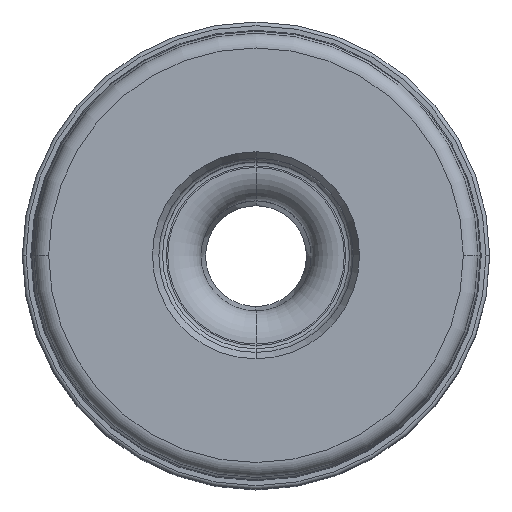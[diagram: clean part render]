
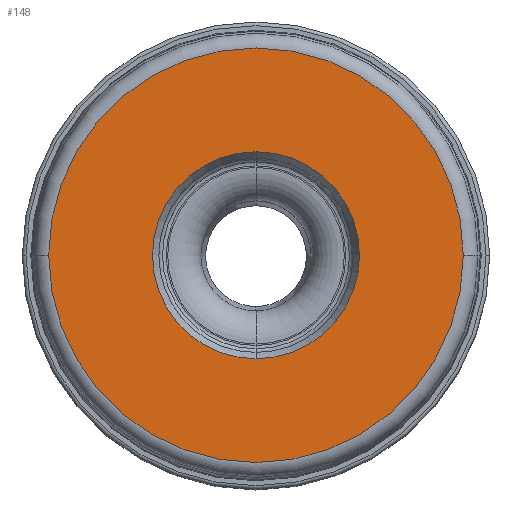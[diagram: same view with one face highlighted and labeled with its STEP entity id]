
A CAD part, top view. The second image highlights one B-rep face of the part: STEP entity #148.
In plain terms, the highlighted planar face has unit normal (0, 0, 1).
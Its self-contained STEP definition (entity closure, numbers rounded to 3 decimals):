
#65=PLANE('',#1510);
#74=FACE_BOUND('',#343,.T.);
#75=FACE_BOUND('',#344,.T.);
#148=ADVANCED_FACE('',(#74,#75),#65,.F.);
#343=EDGE_LOOP('',(#592,#593,#594,#595));
#344=EDGE_LOOP('',(#596,#597));
#592=ORIENTED_EDGE('',*,*,#962,.F.);
#593=ORIENTED_EDGE('',*,*,#960,.F.);
#594=ORIENTED_EDGE('',*,*,#959,.F.);
#595=ORIENTED_EDGE('',*,*,#963,.F.);
#596=ORIENTED_EDGE('',*,*,#964,.F.);
#597=ORIENTED_EDGE('',*,*,#965,.F.);
#810=VERTEX_POINT('',#2341);
#811=VERTEX_POINT('',#2343);
#812=VERTEX_POINT('',#2345);
#813=VERTEX_POINT('',#2349);
#814=VERTEX_POINT('',#2353);
#815=VERTEX_POINT('',#2354);
#959=EDGE_CURVE('',#810,#811,#1125,.T.);
#960=EDGE_CURVE('',#811,#812,#1126,.T.);
#962=EDGE_CURVE('',#812,#813,#1128,.T.);
#963=EDGE_CURVE('',#813,#810,#1129,.T.);
#964=EDGE_CURVE('',#814,#815,#1130,.T.);
#965=EDGE_CURVE('',#815,#814,#1131,.T.);
#1125=CIRCLE('',#1501,28.162);
#1126=CIRCLE('',#1502,28.162);
#1128=CIRCLE('',#1505,28.162);
#1129=CIRCLE('',#1506,28.162);
#1130=CIRCLE('',#1508,14.066);
#1131=CIRCLE('',#1509,14.066);
#1501=AXIS2_PLACEMENT_3D('',#2342,#1904,#1905);
#1502=AXIS2_PLACEMENT_3D('',#2344,#1906,#1907);
#1505=AXIS2_PLACEMENT_3D('',#2348,#1912,#1913);
#1506=AXIS2_PLACEMENT_3D('',#2350,#1914,#1915);
#1508=AXIS2_PLACEMENT_3D('',#2352,#1918,#1919);
#1509=AXIS2_PLACEMENT_3D('',#2355,#1920,#1921);
#1510=AXIS2_PLACEMENT_3D('',#2356,#1922,#1923);
#1904=DIRECTION('',(0.,0.,-1.));
#1905=DIRECTION('',(1.,0.,0.));
#1906=DIRECTION('',(0.,0.,-1.));
#1907=DIRECTION('',(1.,-0.001,0.));
#1912=DIRECTION('',(0.,0.,-1.));
#1913=DIRECTION('',(-1.,0.,0.));
#1914=DIRECTION('',(0.,0.,-1.));
#1915=DIRECTION('',(-1.,0.001,0.));
#1918=DIRECTION('',(0.,0.,1.));
#1919=DIRECTION('',(0.,-1.,0.));
#1920=DIRECTION('',(0.,0.,1.));
#1921=DIRECTION('',(0.,1.,0.));
#1922=DIRECTION('',(0.,0.,-1.));
#1923=DIRECTION('',(1.,0.,0.));
#2341=CARTESIAN_POINT('',(28.162,0.,0.));
#2342=CARTESIAN_POINT('',(0.,0.,0.));
#2343=CARTESIAN_POINT('',(28.162,-0.02,0.));
#2344=CARTESIAN_POINT('',(0.,0.,0.));
#2345=CARTESIAN_POINT('',(-28.162,0.,0.));
#2348=CARTESIAN_POINT('',(0.,0.,0.));
#2349=CARTESIAN_POINT('',(-28.162,0.02,0.));
#2350=CARTESIAN_POINT('',(0.,0.,0.));
#2352=CARTESIAN_POINT('',(0.,0.,0.));
#2353=CARTESIAN_POINT('',(0.,-14.066,0.));
#2354=CARTESIAN_POINT('',(0.,14.066,0.));
#2355=CARTESIAN_POINT('',(0.,0.,0.));
#2356=CARTESIAN_POINT('',(0.,0.,0.));
